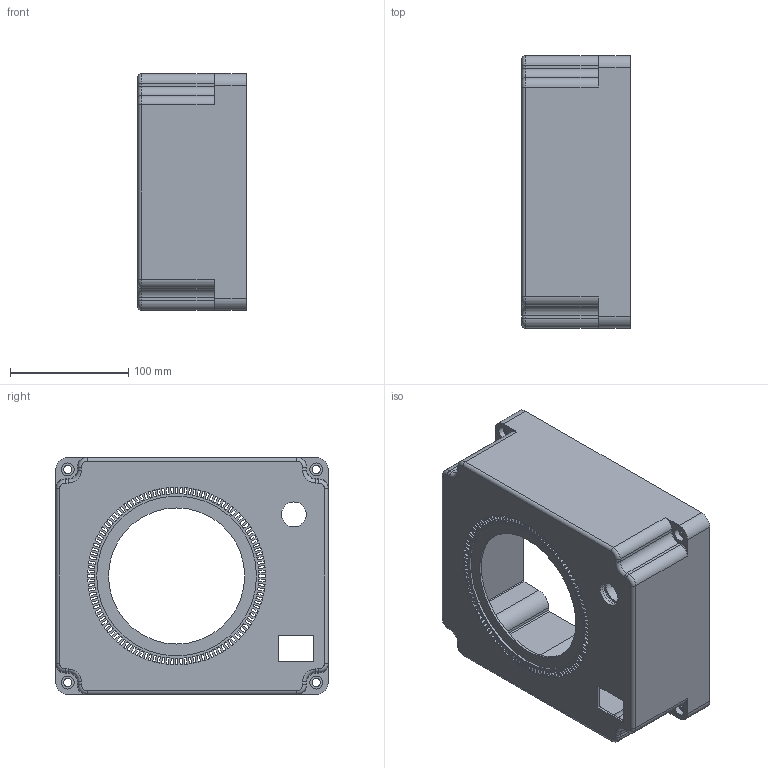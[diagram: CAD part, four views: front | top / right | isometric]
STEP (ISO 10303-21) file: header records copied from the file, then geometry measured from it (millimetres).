
FILE_DESCRIPTION(/* description */ (''),/* implementation_level */ '2;1');
FILE_NAME(/* name */ 'couvercle HP-2.stp',/* time_stamp */ '2024-02-27T10:38:35+01:00',/* author */ ('DURANDDO'),/* organization */ (''),/* preprocessor_version */ 'ST-DEVELOPER v17',/* originating_system */ 'Autodesk Inventor 2019',/* authorisation */ '');
FILE_SCHEMA (('AUTOMOTIVE_DESIGN { 1 0 10303 214 3 1 1 }'));
Length unit declared in the file: millimetre
Products named in the file (1): couvercle HP-2
Bounding box: 91.5 x 230 x 200 mm (x, y, z)
Volume: 807034.8 mm3; surface area: 235994.2 mm2
Topology: 1 solids, 1 shells, 713 faces, 2082 edges, 1382 vertices
Faces by surface type: cylinder 351, plane 327, torus 28, cone 7
Full cylindrical faces by diameter (mm): 4.917 x5, 7 x4, 11 x4, 15 x1, 21 x2, 25 x1, 115 x1, 135 x1, 155 x1
Entity records: 24375 total; most frequent: DIRECTION 4266, CARTESIAN_POINT 4201, ORIENTED_EDGE 4154, EDGE_CURVE 2077, AXIS2_PLACEMENT_3D 1483, VERTEX_POINT 1382, LINE 1300, VECTOR 1300
